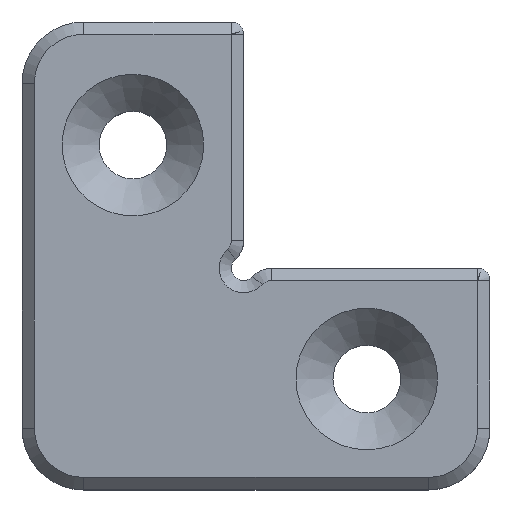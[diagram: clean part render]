
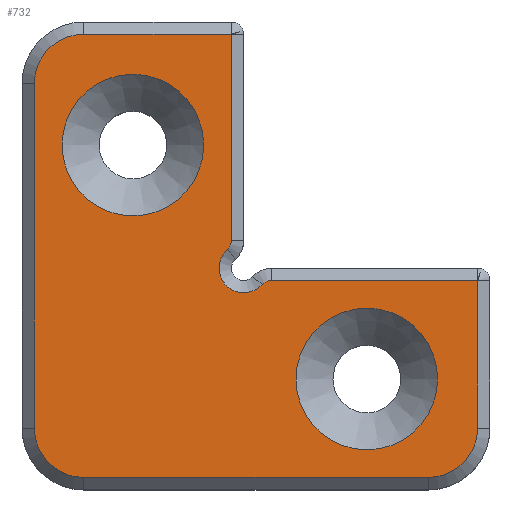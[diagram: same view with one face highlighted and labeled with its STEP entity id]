
A CAD part, top view. The second image highlights one B-rep face of the part: STEP entity #732.
In plain terms, the highlighted planar face has unit normal (0, 0, 1).
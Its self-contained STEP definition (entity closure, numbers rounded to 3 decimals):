
#15=FACE_BOUND('',#151,.T.);
#16=FACE_BOUND('',#152,.T.);
#30=CIRCLE('',#776,1.);
#31=CIRCLE('',#778,2.);
#34=CIRCLE('',#782,1.);
#36=CIRCLE('',#787,4.);
#38=CIRCLE('',#791,4.);
#40=CIRCLE('',#796,4.);
#46=CIRCLE('',#812,5.75);
#47=CIRCLE('',#813,5.75);
#102=FACE_OUTER_BOUND('',#150,.T.);
#150=EDGE_LOOP('',(#565,#566,#567,#568,#569,#570,#571,#572,#573,#574,#575,
#576));
#151=EDGE_LOOP('',(#577));
#152=EDGE_LOOP('',(#578));
#182=LINE('',#1097,#252);
#189=LINE('',#1123,#259);
#192=LINE('',#1130,#262);
#197=LINE('',#1144,#267);
#201=LINE('',#1155,#271);
#204=LINE('',#1161,#274);
#252=VECTOR('',#860,10.);
#259=VECTOR('',#887,10.);
#262=VECTOR('',#892,10.);
#267=VECTOR('',#905,10.);
#271=VECTOR('',#917,10.);
#274=VECTOR('',#922,10.);
#322=VERTEX_POINT('',#1094);
#323=VERTEX_POINT('',#1096);
#326=VERTEX_POINT('',#1104);
#328=VERTEX_POINT('',#1109);
#330=VERTEX_POINT('',#1116);
#332=VERTEX_POINT('',#1121);
#334=VERTEX_POINT('',#1127);
#335=VERTEX_POINT('',#1129);
#338=VERTEX_POINT('',#1137);
#340=VERTEX_POINT('',#1142);
#342=VERTEX_POINT('',#1149);
#345=VERTEX_POINT('',#1159);
#355=VERTEX_POINT('',#1203);
#356=VERTEX_POINT('',#1205);
#380=EDGE_CURVE('',#322,#323,#182,.T.);
#385=EDGE_CURVE('',#326,#322,#30,.T.);
#387=EDGE_CURVE('',#328,#326,#31,.T.);
#391=EDGE_CURVE('',#330,#328,#34,.T.);
#393=EDGE_CURVE('',#332,#330,#189,.T.);
#396=EDGE_CURVE('',#334,#335,#192,.T.);
#401=EDGE_CURVE('',#338,#334,#36,.T.);
#403=EDGE_CURVE('',#340,#338,#197,.T.);
#407=EDGE_CURVE('',#342,#340,#38,.T.);
#409=EDGE_CURVE('',#323,#342,#201,.T.);
#412=EDGE_CURVE('',#345,#332,#204,.T.);
#416=EDGE_CURVE('',#335,#345,#40,.T.);
#434=EDGE_CURVE('',#355,#355,#46,.T.);
#435=EDGE_CURVE('',#356,#356,#47,.T.);
#565=ORIENTED_EDGE('',*,*,#396,.F.);
#566=ORIENTED_EDGE('',*,*,#401,.F.);
#567=ORIENTED_EDGE('',*,*,#403,.F.);
#568=ORIENTED_EDGE('',*,*,#407,.F.);
#569=ORIENTED_EDGE('',*,*,#409,.F.);
#570=ORIENTED_EDGE('',*,*,#380,.F.);
#571=ORIENTED_EDGE('',*,*,#385,.F.);
#572=ORIENTED_EDGE('',*,*,#387,.F.);
#573=ORIENTED_EDGE('',*,*,#391,.F.);
#574=ORIENTED_EDGE('',*,*,#393,.F.);
#575=ORIENTED_EDGE('',*,*,#412,.F.);
#576=ORIENTED_EDGE('',*,*,#416,.F.);
#577=ORIENTED_EDGE('',*,*,#434,.F.);
#578=ORIENTED_EDGE('',*,*,#435,.F.);
#701=PLANE('',#811);
#732=ADVANCED_FACE('',(#102,#15,#16),#701,.T.);
#776=AXIS2_PLACEMENT_3D('',#1106,#868,#869);
#778=AXIS2_PLACEMENT_3D('',#1111,#873,#874);
#782=AXIS2_PLACEMENT_3D('',#1118,#882,#883);
#787=AXIS2_PLACEMENT_3D('',#1139,#900,#901);
#791=AXIS2_PLACEMENT_3D('',#1151,#912,#913);
#796=AXIS2_PLACEMENT_3D('',#1167,#929,#930);
#811=AXIS2_PLACEMENT_3D('',#1202,#971,#972);
#812=AXIS2_PLACEMENT_3D('',#1204,#973,#974);
#813=AXIS2_PLACEMENT_3D('',#1206,#975,#976);
#860=DIRECTION('',(1.,0.,0.));
#868=DIRECTION('center_axis',(0.,0.,-1.));
#869=DIRECTION('ref_axis',(-0.408,0.913,0.));
#873=DIRECTION('center_axis',(0.,0.,1.));
#874=DIRECTION('ref_axis',(-1.,0.,0.));
#882=DIRECTION('center_axis',(0.,0.,-1.));
#883=DIRECTION('ref_axis',(0.913,-0.408,0.));
#887=DIRECTION('',(0.,-1.,0.));
#892=DIRECTION('',(0.,1.,0.));
#900=DIRECTION('center_axis',(0.,0.,-1.));
#901=DIRECTION('ref_axis',(-0.707,-0.707,0.));
#905=DIRECTION('',(-1.,0.,0.));
#912=DIRECTION('center_axis',(0.,0.,-1.));
#913=DIRECTION('ref_axis',(0.707,-0.707,0.));
#917=DIRECTION('',(0.,-1.,0.));
#922=DIRECTION('',(1.,0.,0.));
#929=DIRECTION('center_axis',(0.,0.,-1.));
#930=DIRECTION('ref_axis',(-0.707,0.707,0.));
#971=DIRECTION('center_axis',(0.,0.,1.));
#972=DIRECTION('ref_axis',(1.,0.,0.));
#973=DIRECTION('center_axis',(0.,0.,1.));
#974=DIRECTION('ref_axis',(1.,0.,0.));
#975=DIRECTION('center_axis',(0.,0.,1.));
#976=DIRECTION('ref_axis',(1.,0.,0.));
#1094=CARTESIAN_POINT('',(2.236,-1.,12.));
#1096=CARTESIAN_POINT('',(19.,-1.,12.));
#1097=CARTESIAN_POINT('',(10.5,-1.,12.));
#1104=CARTESIAN_POINT('',(1.491,-1.333,12.));
#1106=CARTESIAN_POINT('Origin',(2.236,-2.,12.));
#1109=CARTESIAN_POINT('',(-1.333,1.491,12.));
#1111=CARTESIAN_POINT('Origin',(0.,0.,12.));
#1116=CARTESIAN_POINT('',(-1.,2.236,12.));
#1118=CARTESIAN_POINT('Origin',(-2.,2.236,12.));
#1121=CARTESIAN_POINT('',(-1.,19.,12.));
#1123=CARTESIAN_POINT('',(-1.,0.5,12.));
#1127=CARTESIAN_POINT('',(-17.,-13.,12.));
#1129=CARTESIAN_POINT('',(-17.,15.,12.));
#1130=CARTESIAN_POINT('',(-17.,10.5,12.));
#1137=CARTESIAN_POINT('',(-13.,-17.,12.));
#1139=CARTESIAN_POINT('Origin',(-13.,-13.,12.));
#1142=CARTESIAN_POINT('',(15.,-17.,12.));
#1144=CARTESIAN_POINT('',(-8.5,-17.,12.));
#1149=CARTESIAN_POINT('',(19.,-13.,12.));
#1151=CARTESIAN_POINT('Origin',(15.,-13.,12.));
#1155=CARTESIAN_POINT('',(19.,-8.5,12.));
#1159=CARTESIAN_POINT('',(-13.,19.,12.));
#1161=CARTESIAN_POINT('',(0.5,19.,12.));
#1167=CARTESIAN_POINT('Origin',(-13.,15.,12.));
#1202=CARTESIAN_POINT('Origin',(1.,1.,12.));
#1203=CARTESIAN_POINT('',(4.25,-9.,12.));
#1204=CARTESIAN_POINT('Origin',(10.,-9.,12.));
#1205=CARTESIAN_POINT('',(-14.75,10.,12.));
#1206=CARTESIAN_POINT('Origin',(-9.,10.,12.));
